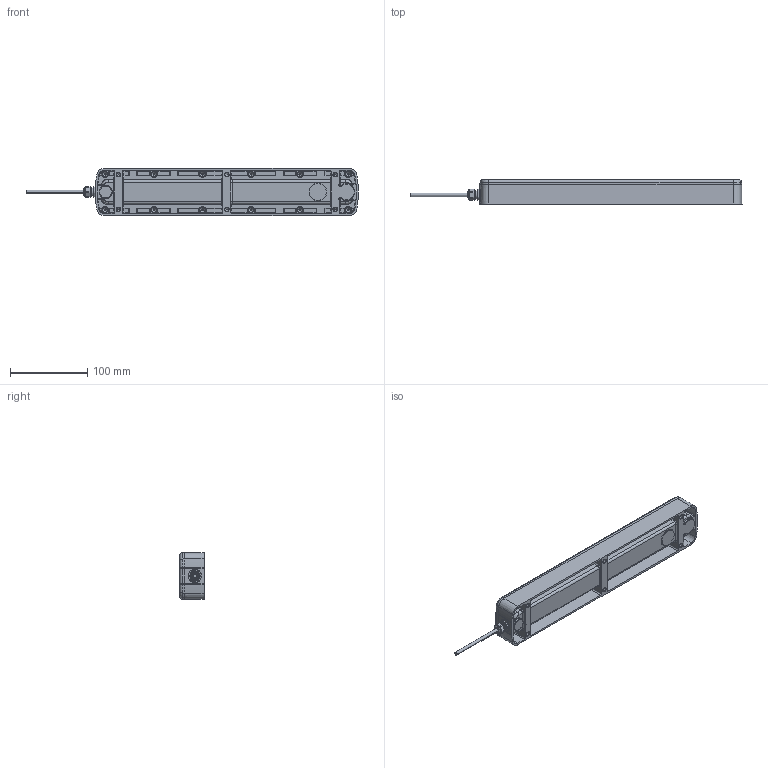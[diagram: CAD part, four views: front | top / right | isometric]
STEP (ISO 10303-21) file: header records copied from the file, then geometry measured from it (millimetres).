
FILE_DESCRIPTION((''),'2;1');
FILE_NAME('204012_ASM','2017-12-28T',('pdmadmin'),('BANNER ENGINEERING'),'CREO PARAMETRIC BY PTC INC, 2016260','CREO PARAMETRIC BY PTC INC, 2016260','');
FILE_SCHEMA(('CONFIG_CONTROL_DESIGN'));
Length unit declared in the file: millimetre
Products named in the file (21): KBOIE_203928; KBOIE_201813; 202934; HEYCO-4506; KBOIE_WLC60_HIGH_TEMP_CABLE; KBOIE_201208; 170031; KBOIE_201446; 0805; WIRE16; SP7512; SODFL3616X98; DO-214AC_NP; SOT23; MINISMA; DPAK; SP75197; SMLEDXPG3; KBOIE_201446_ASM; 203221; 204012_ASM
Assembly tree (91 placements, depth 3):
  204012_ASM
    KBOIE_203928
    KBOIE_201813
    202934
    HEYCO-4506
    KBOIE_WLC60_HIGH_TEMP_CABLE
    KBOIE_201208
    170031
    KBOIE_201446_ASM
      KBOIE_201446
      0805  x28
      WIRE16  x9
      SP7512  x3
      SODFL3616X98  x2
      DO-214AC_NP  x2
      SOT23  x13
      MINISMA
      DPAK  x6
      SP75197  x4
      SMLEDXPG3  x12
    203221  x2
Bounding box: 430.09 x 31.3 x 60.89 mm (x, y, z)
Volume: 281791.7 mm3; surface area: 233509.5 mm2
Topology: 90 solids, 111 shells, 5326 faces, 13422 edges, 8389 vertices
Faces by surface type: plane 2615, cylinder 1693, bspline 492, cone 253, torus 183, sphere 90
Entity records: 133856 total; most frequent: CARTESIAN_POINT 50432, ORIENTED_EDGE 17372, DIRECTION 17245, EDGE_CURVE 8728, AXIS2_PLACEMENT_3D 6509, VERTEX_POINT 5383, VECTOR 4227, LINE 4227
